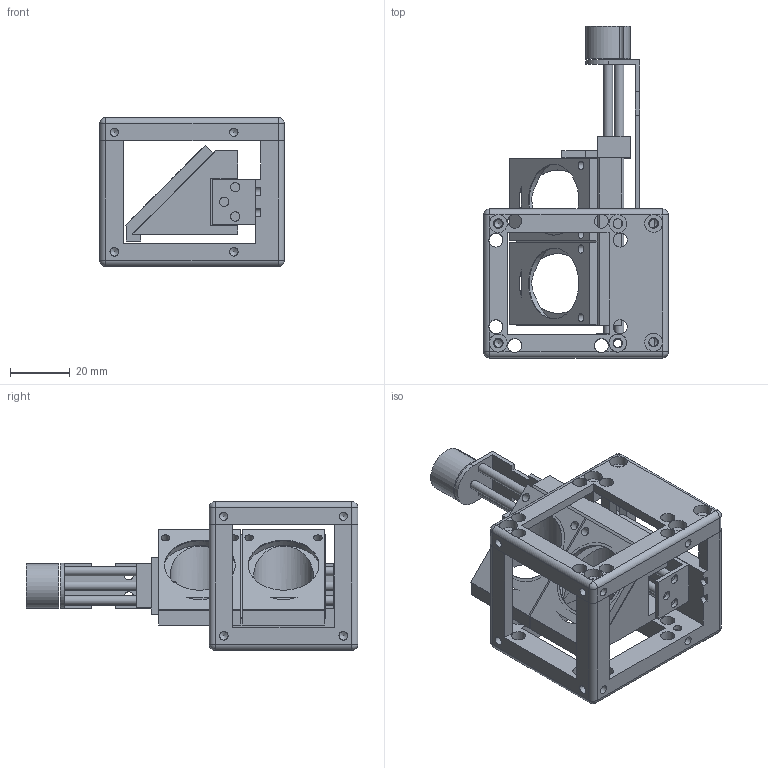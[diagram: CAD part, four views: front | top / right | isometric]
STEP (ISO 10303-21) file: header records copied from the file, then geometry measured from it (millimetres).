
FILE_DESCRIPTION(/* description */ (''),/* implementation_level */ '2;1');
FILE_NAME(/* name */ 'Assembly_Cube_Dichroic_Beamsplitter_multi_motorized_25x35_linearmotor_90degreerot_v3.iam.step',/* time_stamp */ '2022-11-29T09:02:58+01:00',/* author */ ('diederichbenedict'),/* organization */ (''),/* preprocessor_version */ 'ST-DEVELOPER v18.1',/* originating_system */ 'Autodesk Inventor 2022',/* authorisation */ '');
FILE_SCHEMA (('AUTOMOTIVE_DESIGN { 1 0 10303 214 3 1 1 }'));
Length unit declared in the file: millimetre
Products named in the file (8): Assembly_Cube_Dichroic_Beamsplitter_multi_motorized_25x35_linearmotor
_90degreerot_v3; 30_Cube_Insert_Filter_Revolver_Filter_base_triple; Assebmly_Linear_Stepper_90mm; 00_Linear_Stepper_90mm; 00_Linear_Stepper_90mm_slide; 20_Cube_Insert_Beamsplittercube_motorized_cube_base; 20_Cube_Insert_Beamsplittercube_motorized_cube_LID; 30_Cube_Insert_Filter_Revolver_Filter_lid_linearmotor
Assembly tree (8 placements, depth 3):
  Assembly_Cube_Dichroic_Beamsplitter_multi_motorized_25x35_linearmotor
_90degreerot_v3
    30_Cube_Insert_Filter_Revolver_Filter_base_triple
    Assebmly_Linear_Stepper_90mm
      00_Linear_Stepper_90mm
      00_Linear_Stepper_90mm_slide
    20_Cube_Insert_Beamsplittercube_motorized_cube_base
    20_Cube_Insert_Beamsplittercube_motorized_cube_LID
    30_Cube_Insert_Filter_Revolver_Filter_lid_linearmotor  x2
Bounding box: 61.8 x 111.08 x 49.8 mm (x, y, z)
Volume: 63142.4 mm3; surface area: 43569.1 mm2
Topology: 11 solids, 11 shells, 366 faces, 1075 edges, 700 vertices
Faces by surface type: plane 181, cylinder 158, cone 19, sphere 8
Full cylindrical faces by diameter (mm): 2.5 x2, 2.8 x40, 2.87 x1, 2.9 x10, 3 x5, 3.1 x6, 3.14 x4, 3.2 x8, 4.7 x16, 5.5 x4, 6 x6, 23.7 x2, 25.7 x2, 26 x2
Entity records: 13149 total; most frequent: CARTESIAN_POINT 3231, ORIENTED_EDGE 2010, DIRECTION 1985, EDGE_CURVE 1005, AXIS2_PLACEMENT_3D 721, VERTEX_POINT 664, LINE 543, VECTOR 543
